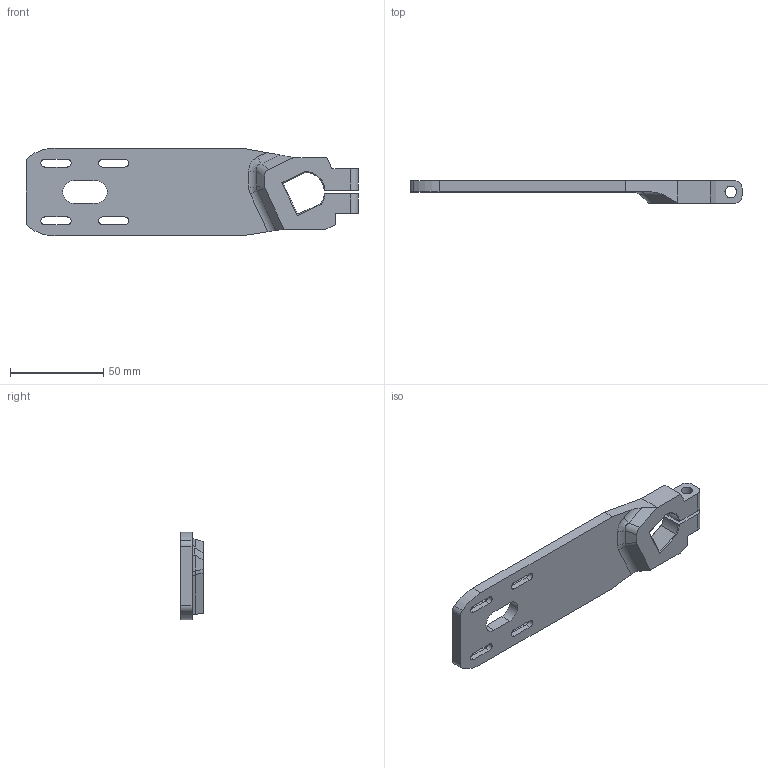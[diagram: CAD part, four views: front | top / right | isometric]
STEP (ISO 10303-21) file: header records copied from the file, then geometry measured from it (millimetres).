
FILE_DESCRIPTION(/* description */ (''),/* implementation_level */ '2;1');
FILE_NAME(/* name */ 'right mount.stp',/* time_stamp */ '2025-08-10T14:22:49-07:00',/* author */ ('devan'),/* organization */ (''),/* preprocessor_version */ 'ST-DEVELOPER v20',/* originating_system */ 'Autodesk Inventor 2025',/* authorisation */ '');
FILE_SCHEMA (('AUTOMOTIVE_DESIGN { 1 0 10303 214 3 1 1 }'));
Length unit declared in the file: millimetre
Products named in the file (1): left mount
Bounding box: 178.21 x 12 x 47.2 mm (x, y, z)
Volume: 47709.4 mm3; surface area: 19746.2 mm2
Topology: 1 solids, 1 shells, 106 faces, 279 edges, 190 vertices
Faces by surface type: plane 57, cylinder 35, cone 12, bspline 2
Full cylindrical faces by diameter (mm): 6.3 x2
Entity records: 3333 total; most frequent: CARTESIAN_POINT 626, DIRECTION 562, ORIENTED_EDGE 532, EDGE_CURVE 266, AXIS2_PLACEMENT_3D 190, LINE 182, VECTOR 182, VERTEX_POINT 162
